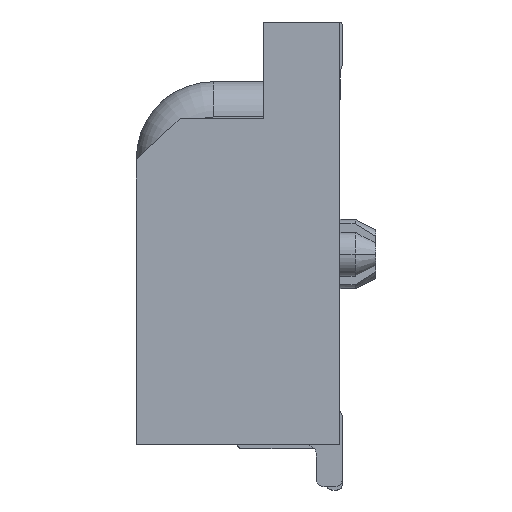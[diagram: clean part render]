
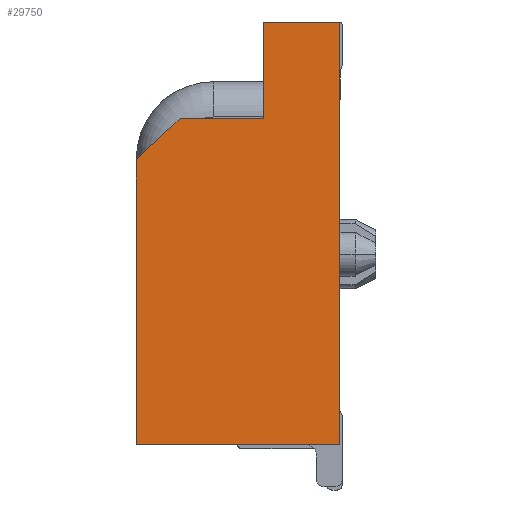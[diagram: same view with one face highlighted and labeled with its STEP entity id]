
A CAD part, left-side view. The second image highlights one B-rep face of the part: STEP entity #29750.
In plain terms, the highlighted planar face has unit normal (-1, 0, 0).
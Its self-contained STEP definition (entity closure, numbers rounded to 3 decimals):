
#73=DIRECTION('',(0.,0.,1.));
#74=VECTOR('',#73,5.55);
#75=CARTESIAN_POINT('',(-14.95,1.95,-8.2));
#76=LINE('',#75,#74);
#81=DIRECTION('',(0.,-0.737,0.676));
#82=VECTOR('',#81,1.154);
#83=CARTESIAN_POINT('',(-14.95,1.95,-2.65));
#84=LINE('',#83,#82);
#88=DIRECTION('',(0.,-1.,0.));
#89=VECTOR('',#88,1.63);
#90=CARTESIAN_POINT('',(-14.95,1.1,-1.87));
#91=LINE('',#90,#89);
#95=DIRECTION('',(0.,0.,1.));
#96=VECTOR('',#95,1.87);
#97=CARTESIAN_POINT('',(-14.95,-0.53,-1.87));
#98=LINE('',#97,#96);
#102=DIRECTION('',(0.,-1.,0.));
#103=VECTOR('',#102,1.47);
#104=CARTESIAN_POINT('',(-14.95,-0.53,0.));
#105=LINE('',#104,#103);
#109=DIRECTION('',(0.,0.,-1.));
#110=VECTOR('',#109,8.2);
#111=CARTESIAN_POINT('',(-14.95,-2.,0.));
#112=LINE('',#111,#110);
#116=DIRECTION('',(0.,1.,0.));
#117=VECTOR('',#116,3.95);
#118=CARTESIAN_POINT('',(-14.95,-2.,-8.2));
#119=LINE('',#118,#117);
#25178=CARTESIAN_POINT('',(-14.95,-2.,-8.2));
#25179=CARTESIAN_POINT('',(-14.95,1.95,-8.2));
#25180=VERTEX_POINT('',#25178);
#25181=VERTEX_POINT('',#25179);
#25182=CARTESIAN_POINT('',(-14.95,-0.53,-1.87));
#25183=CARTESIAN_POINT('',(-14.95,-0.53,0.));
#25184=VERTEX_POINT('',#25182);
#25185=VERTEX_POINT('',#25183);
#25186=CARTESIAN_POINT('',(-14.95,1.1,-1.87));
#25187=VERTEX_POINT('',#25186);
#25188=CARTESIAN_POINT('',(-14.95,1.95,-2.65));
#25189=VERTEX_POINT('',#25188);
#25202=CARTESIAN_POINT('',(-14.95,-2.,0.));
#25203=VERTEX_POINT('',#25202);
#29729=CARTESIAN_POINT('',(-14.95,0.,0.));
#29730=DIRECTION('',(1.,0.,0.));
#29731=DIRECTION('',(0.,0.,-1.));
#29732=AXIS2_PLACEMENT_3D('',#29729,#29730,#29731);
#29733=PLANE('',#29732);
#29735=ORIENTED_EDGE('',*,*,#29734,.T.);
#29737=ORIENTED_EDGE('',*,*,#29736,.T.);
#29739=ORIENTED_EDGE('',*,*,#29738,.T.);
#29741=ORIENTED_EDGE('',*,*,#29740,.T.);
#29743=ORIENTED_EDGE('',*,*,#29742,.T.);
#29745=ORIENTED_EDGE('',*,*,#29744,.T.);
#29747=ORIENTED_EDGE('',*,*,#29746,.T.);
#29748=EDGE_LOOP('',(#29735,#29737,#29739,#29741,#29743,#29745,#29747));
#29749=FACE_OUTER_BOUND('',#29748,.F.);
#29750=ADVANCED_FACE('',(#29749),#29733,.F.);
#29734=EDGE_CURVE('',#25181,#25189,#76,.T.);
#29736=EDGE_CURVE('',#25189,#25187,#84,.T.);
#29738=EDGE_CURVE('',#25187,#25184,#91,.T.);
#29740=EDGE_CURVE('',#25184,#25185,#98,.T.);
#29742=EDGE_CURVE('',#25185,#25203,#105,.T.);
#29744=EDGE_CURVE('',#25203,#25180,#112,.T.);
#29746=EDGE_CURVE('',#25180,#25181,#119,.T.);
